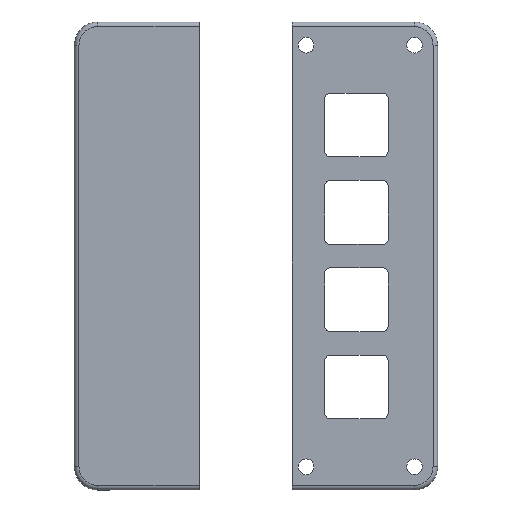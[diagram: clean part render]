
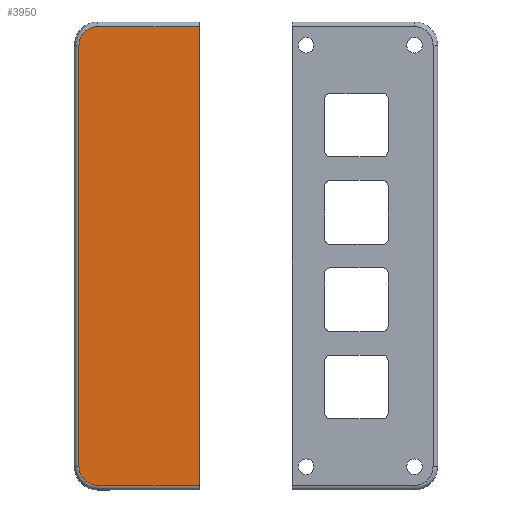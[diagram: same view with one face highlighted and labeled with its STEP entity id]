
A CAD part, top view. The second image highlights one B-rep face of the part: STEP entity #3950.
In plain terms, the highlighted planar face has unit normal (0, 0, 1).
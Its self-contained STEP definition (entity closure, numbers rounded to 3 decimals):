
#384=FACE_OUTER_BOUND('',#606,.T.);
#606=EDGE_LOOP('',(#2644,#2645,#2646,#2647,#2648,#2649));
#856=CIRCLE('',#4192,4.);
#857=CIRCLE('',#4193,4.);
#920=LINE('',#5113,#1269);
#921=LINE('',#5117,#1270);
#923=LINE('',#5123,#1272);
#924=LINE('',#5127,#1273);
#1269=VECTOR('',#4384,10.);
#1270=VECTOR('',#4389,10.);
#1272=VECTOR('',#4395,10.);
#1273=VECTOR('',#4398,10.);
#1619=VERTEX_POINT('',#5110);
#1620=VERTEX_POINT('',#5112);
#1621=VERTEX_POINT('',#5116);
#1623=VERTEX_POINT('',#5122);
#1624=VERTEX_POINT('',#5124);
#1625=VERTEX_POINT('',#5126);
#2025=EDGE_CURVE('',#1619,#1620,#920,.T.);
#2027=EDGE_CURVE('',#1620,#1621,#921,.T.);
#2030=EDGE_CURVE('',#1623,#1619,#923,.T.);
#2031=EDGE_CURVE('',#1624,#1623,#856,.T.);
#2032=EDGE_CURVE('',#1625,#1624,#924,.T.);
#2033=EDGE_CURVE('',#1621,#1625,#857,.T.);
#2644=ORIENTED_EDGE('',*,*,#2025,.F.);
#2645=ORIENTED_EDGE('',*,*,#2030,.F.);
#2646=ORIENTED_EDGE('',*,*,#2031,.F.);
#2647=ORIENTED_EDGE('',*,*,#2032,.F.);
#2648=ORIENTED_EDGE('',*,*,#2033,.F.);
#2649=ORIENTED_EDGE('',*,*,#2027,.F.);
#3861=PLANE('',#4191);
#3950=ADVANCED_FACE('',(#384),#3861,.T.);
#4191=AXIS2_PLACEMENT_3D('',#5121,#4393,#4394);
#4192=AXIS2_PLACEMENT_3D('',#5125,#4396,#4397);
#4193=AXIS2_PLACEMENT_3D('',#5128,#4399,#4400);
#4384=DIRECTION('',(-1.,0.,0.));
#4389=DIRECTION('',(0.,1.,0.));
#4393=DIRECTION('center_axis',(0.,0.,
1.));
#4394=DIRECTION('ref_axis',(1.,0.,0.));
#4395=DIRECTION('',(0.,-1.,0.));
#4396=DIRECTION('center_axis',(0.,0.,
-1.));
#4397=DIRECTION('ref_axis',(0.707,0.707,0.));
#4398=DIRECTION('',(1.,0.,0.));
#4399=DIRECTION('center_axis',(0.,0.,
-1.));
#4400=DIRECTION('ref_axis',(-0.707,0.707,0.));
#5110=CARTESIAN_POINT('',(10.11,-90.,-15.5));
#5112=CARTESIAN_POINT('',(-88.85,-90.,-15.5));
#5113=CARTESIAN_POINT('',(-40.435,-90.,-15.5));
#5116=CARTESIAN_POINT('',(-88.85,-68.023,-15.5));
#5117=CARTESIAN_POINT('',(-88.85,-77.618,-15.5));
#5121=CARTESIAN_POINT('Origin',(-39.37,-92.213,-15.5));
#5122=CARTESIAN_POINT('',(10.11,-68.023,-15.5));
#5123=CARTESIAN_POINT('',(10.11,-106.808,-15.5));
#5124=CARTESIAN_POINT('',(6.11,-64.023,-15.5));
#5125=CARTESIAN_POINT('Origin',(6.11,-68.023,-15.5));
#5126=CARTESIAN_POINT('',(-84.85,-64.023,-15.5));
#5127=CARTESIAN_POINT('',(-14.13,-64.023,-15.5));
#5128=CARTESIAN_POINT('Origin',(-84.85,-68.023,-15.5));
